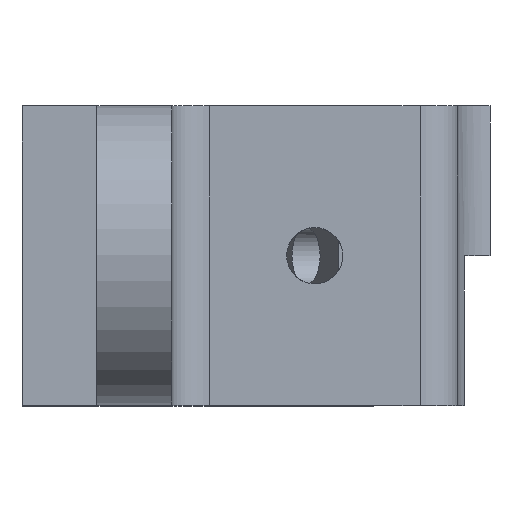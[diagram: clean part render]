
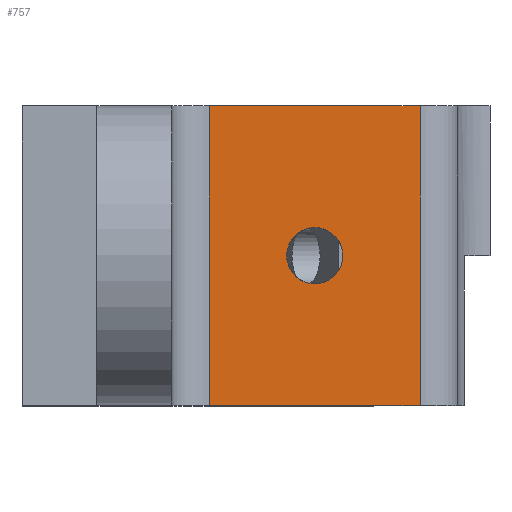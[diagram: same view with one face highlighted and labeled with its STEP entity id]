
A CAD part, top view. The second image highlights one B-rep face of the part: STEP entity #757.
In plain terms, the highlighted planar face has unit normal (0, 0, 1).
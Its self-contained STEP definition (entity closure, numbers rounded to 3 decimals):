
#17=FACE_BOUND('',#101,.T.);
#59=FACE_OUTER_BOUND('',#100,.T.);
#100=EDGE_LOOP('',(#575,#576,#577,#578));
#101=EDGE_LOOP('',(#579));
#130=CIRCLE('',#796,0.75);
#204=LINE('',#1216,#277);
#205=LINE('',#1220,#278);
#206=LINE('',#1222,#279);
#207=LINE('',#1223,#280);
#277=VECTOR('',#983,10.);
#278=VECTOR('',#988,10.);
#279=VECTOR('',#989,10.);
#280=VECTOR('',#990,10.);
#315=VERTEX_POINT('',#1107);
#352=VERTEX_POINT('',#1213);
#353=VERTEX_POINT('',#1215);
#354=VERTEX_POINT('',#1219);
#355=VERTEX_POINT('',#1221);
#387=EDGE_CURVE('',#315,#315,#130,.T.);
#441=EDGE_CURVE('',#352,#353,#204,.T.);
#443=EDGE_CURVE('',#354,#352,#205,.T.);
#444=EDGE_CURVE('',#355,#354,#206,.T.);
#445=EDGE_CURVE('',#355,#353,#207,.T.);
#575=ORIENTED_EDGE('',*,*,#441,.F.);
#576=ORIENTED_EDGE('',*,*,#443,.F.);
#577=ORIENTED_EDGE('',*,*,#444,.F.);
#578=ORIENTED_EDGE('',*,*,#445,.T.);
#579=ORIENTED_EDGE('',*,*,#387,.T.);
#729=PLANE('',#830);
#757=ADVANCED_FACE('',(#59,#17),#729,.T.);
#796=AXIS2_PLACEMENT_3D('',#1108,#880,#881);
#830=AXIS2_PLACEMENT_3D('',#1218,#986,#987);
#880=DIRECTION('center_axis',(0.,0.,-1.));
#881=DIRECTION('ref_axis',(-1.,0.,0.));
#983=DIRECTION('',(0.,-1.,0.));
#986=DIRECTION('center_axis',(0.,0.,1.));
#987=DIRECTION('ref_axis',(1.,0.,0.));
#988=DIRECTION('',(1.,0.,0.));
#989=DIRECTION('',(0.,1.,0.));
#990=DIRECTION('',(1.,0.,0.));
#1107=CARTESIAN_POINT('',(6.559,4.,10.));
#1108=CARTESIAN_POINT('Origin',(5.809,4.,10.));
#1213=CARTESIAN_POINT('',(8.619,8.,10.));
#1215=CARTESIAN_POINT('',(8.619,0.,10.));
#1216=CARTESIAN_POINT('',(8.619,0.,10.));
#1218=CARTESIAN_POINT('Origin',(0.,0.,10.));
#1219=CARTESIAN_POINT('',(3.,8.,10.));
#1220=CARTESIAN_POINT('',(0.,8.,10.));
#1221=CARTESIAN_POINT('',(3.,0.,10.));
#1222=CARTESIAN_POINT('',(3.,2.,10.));
#1223=CARTESIAN_POINT('',(0.,0.,10.));
